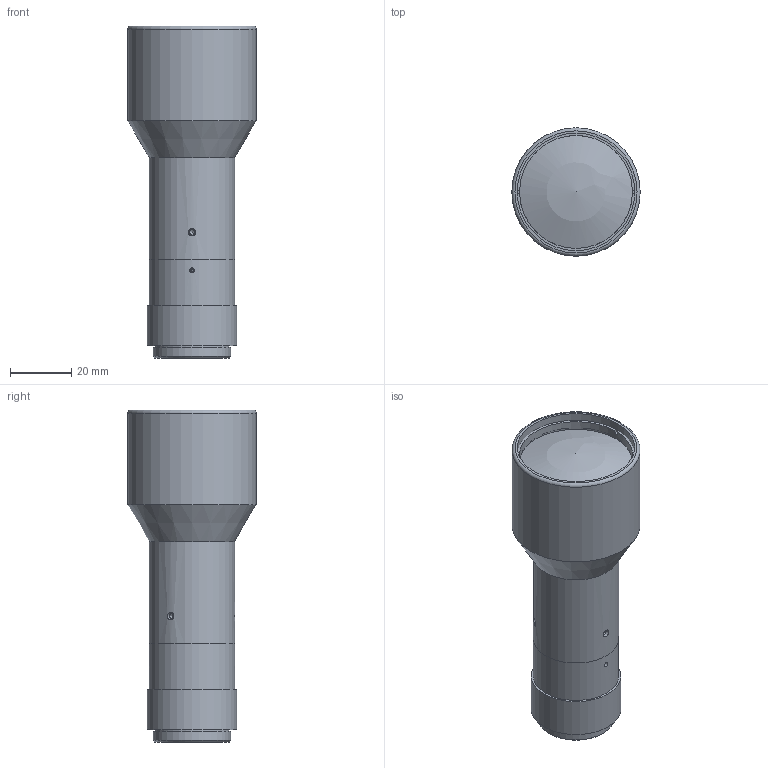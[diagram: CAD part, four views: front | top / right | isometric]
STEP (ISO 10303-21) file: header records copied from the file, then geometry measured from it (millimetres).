
FILE_DESCRIPTION(/* description */ (''),/* implementation_level */ '2;1');
FILE_NAME(/* name */ 'TO30_9.1-85-F10-B-RF.stp',/* time_stamp */ '2020-12-07T12:52:59+01:00',/* author */ (''),/* organization */ ('Vision & Control'),/* preprocessor_version */ 'ST-DEVELOPER v16.5',/* originating_system */ 'Autodesk Inventor 2017',/* authorisation */ '');
FILE_SCHEMA (('AUTOMOTIVE_DESIGN { 1 0 10303 214 3 1 1 }'));
Length unit declared in the file: millimetre
Products named in the file (1): TO30_9.1-85-F10-B-RF
Bounding box: 42 x 42 x 108.71 mm (x, y, z)
Volume: 97964.7 mm3; surface area: 30240.4 mm2
Topology: 12 solids, 12 shells, 162 faces, 374 edges, 248 vertices
Faces by surface type: plane 87, cylinder 46, cone 25, sphere 3, torus 1
Full cylindrical faces by diameter (mm): 1.567 x2, 2 x2, 2.459 x3, 2.5 x1, 3 x3, 3.5 x1, 8 x1, 9 x1, 9.707 x1, 10 x3, 10.459 x2, 11 x1, 11.059 x1, 13.41 x1, 16 x1, 18.4 x1, 18.744 x1, 19 x1, 20 x4, 22.105 x1, 24.3 x1, 25.3 x1, 28 x2, 29.4 x1, 37 x1, 37.488 x1, 38 x1, 38.459 x1, 39 x1, 42 x1
Entity records: 4651 total; most frequent: CARTESIAN_POINT 1204, DIRECTION 656, ORIENTED_EDGE 554, EDGE_CURVE 277, AXIS2_PLACEMENT_3D 274, EDGE_LOOP 264, VERTEX_POINT 219, FACE_OUTER_BOUND 162
